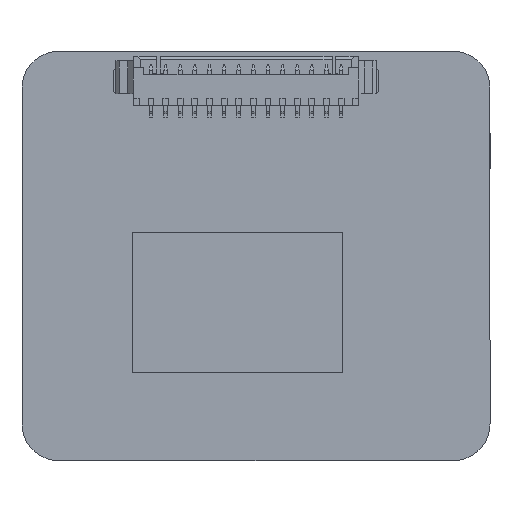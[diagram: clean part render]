
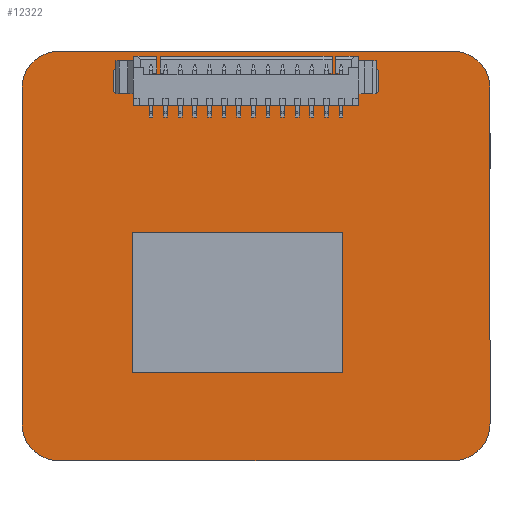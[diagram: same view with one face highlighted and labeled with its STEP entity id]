
A CAD part, top view. The second image highlights one B-rep face of the part: STEP entity #12322.
In plain terms, the highlighted planar face has unit normal (0, 0, 1).
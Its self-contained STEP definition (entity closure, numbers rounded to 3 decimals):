
#149 = CARTESIAN_POINT ( 'NONE',  ( 3.148, 31.852, 6. ) ) ;
#436 = EDGE_CURVE ( 'NONE', #19210, #18039, #2584, .T. ) ;
#484 = CARTESIAN_POINT ( 'NONE',  ( 3.148, 35., 6. ) ) ;
#538 = CARTESIAN_POINT ( 'NONE',  ( 0., 31.852, 6. ) ) ;
#2447 = DIRECTION ( 'NONE',  ( 0., 0., 1. ) ) ;
#2463 = CARTESIAN_POINT ( 'NONE',  ( 40., 31.852, 6. ) ) ;
#2584 = CIRCLE ( 'NONE', #10805, 3.148 ) ;
#3128 = VERTEX_POINT ( 'NONE', #6885 ) ;
#3411 = CIRCLE ( 'NONE', #21292, 3.148 ) ;
#3535 = ORIENTED_EDGE ( 'NONE', *, *, #10531, .T. ) ;
#3554 = CARTESIAN_POINT ( 'NONE',  ( 36.852, 31.852, 6. ) ) ;
#3835 = DIRECTION ( 'NONE',  ( 0., 0., 1. ) ) ;
#4478 = CARTESIAN_POINT ( 'NONE',  ( 3.148, 35., 6. ) ) ;
#4783 = CARTESIAN_POINT ( 'NONE',  ( 3.148, 0., 6. ) ) ;
#4864 = ORIENTED_EDGE ( 'NONE', *, *, #18733, .T. ) ;
#5500 = CARTESIAN_POINT ( 'NONE',  ( 36.852, 3.148, 6. ) ) ;
#5559 = DIRECTION ( 'NONE',  ( -1., 0., 0. ) ) ;
#5674 = DIRECTION ( 'NONE',  ( 1., 0., 0. ) ) ;
#5679 = LINE ( 'NONE', #11115, #15738 ) ;
#5825 = DIRECTION ( 'NONE',  ( 0., 0., -1. ) ) ;
#6122 = DIRECTION ( 'NONE',  ( 0., -1., 0. ) ) ;
#6138 = FACE_OUTER_BOUND ( 'NONE', #15340, .T. ) ;
#6885 = CARTESIAN_POINT ( 'NONE',  ( 0., 31.852, 6. ) ) ;
#6998 = EDGE_CURVE ( 'NONE', #18732, #18105, #3411, .T. ) ;
#9365 = CARTESIAN_POINT ( 'NONE',  ( 36.852, 31.852, 6. ) ) ;
#10531 = EDGE_CURVE ( 'NONE', #18105, #20662, #5679, .T. ) ;
#10805 = AXIS2_PLACEMENT_3D ( 'NONE', #23172, #2447, #19644 ) ;
#11078 = CARTESIAN_POINT ( 'NONE',  ( 36.852, 35., 6. ) ) ;
#11115 = CARTESIAN_POINT ( 'NONE',  ( 40., 31.852, 6. ) ) ;
#11286 = VERTEX_POINT ( 'NONE', #11078 ) ;
#11385 = PLANE ( 'NONE',  #15140 ) ;
#11627 = DIRECTION ( 'NONE',  ( 1., 0., 0. ) ) ;
#11676 = LINE ( 'NONE', #538, #19642 ) ;
#12082 = DIRECTION ( 'NONE',  ( 1., 0., 0. ) ) ;
#12322 = ADVANCED_FACE ( 'NONE', ( #6138 ), #11385, .F. ) ;
#12688 = ORIENTED_EDGE ( 'NONE', *, *, #6998, .T. ) ;
#13103 = AXIS2_PLACEMENT_3D ( 'NONE', #3554, #16700, #5559 ) ;
#13364 = ORIENTED_EDGE ( 'NONE', *, *, #17811, .T. ) ;
#13696 = DIRECTION ( 'NONE',  ( 0., 0., 1. ) ) ;
#14174 = DIRECTION ( 'NONE',  ( -1., 0., 0. ) ) ;
#15140 = AXIS2_PLACEMENT_3D ( 'NONE', #9365, #5825, #20961 ) ;
#15340 = EDGE_LOOP ( 'NONE', ( #18399, #22393, #4864, #22368, #24666, #13364, #12688, #3535 ) ) ;
#15738 = VECTOR ( 'NONE', #22656, 1000. ) ;
#16700 = DIRECTION ( 'NONE',  ( 0., 0., 1. ) ) ;
#17143 = CARTESIAN_POINT ( 'NONE',  ( 36.852, 0., 6. ) ) ;
#17695 = LINE ( 'NONE', #4478, #24313 ) ;
#17811 = EDGE_CURVE ( 'NONE', #18039, #18732, #22843, .T. ) ;
#18039 = VERTEX_POINT ( 'NONE', #18743 ) ;
#18105 = VERTEX_POINT ( 'NONE', #24449 ) ;
#18254 = CIRCLE ( 'NONE', #23987, 3.148 ) ;
#18340 = VECTOR ( 'NONE', #12082, 1000. ) ;
#18399 = ORIENTED_EDGE ( 'NONE', *, *, #23107, .T. ) ;
#18508 = CARTESIAN_POINT ( 'NONE',  ( 0., 3.148, 6. ) ) ;
#18732 = VERTEX_POINT ( 'NONE', #17143 ) ;
#18733 = EDGE_CURVE ( 'NONE', #21731, #3128, #18254, .T. ) ;
#18743 = CARTESIAN_POINT ( 'NONE',  ( 3.148, 0., 6. ) ) ;
#19210 = VERTEX_POINT ( 'NONE', #18508 ) ;
#19642 = VECTOR ( 'NONE', #6122, 1000. ) ;
#19644 = DIRECTION ( 'NONE',  ( 1., 0., 0. ) ) ;
#20106 = EDGE_CURVE ( 'NONE', #11286, #21731, #17695, .T. ) ;
#20563 = CIRCLE ( 'NONE', #13103, 3.148 ) ;
#20662 = VERTEX_POINT ( 'NONE', #2463 ) ;
#20961 = DIRECTION ( 'NONE',  ( -1., 0., 0. ) ) ;
#21292 = AXIS2_PLACEMENT_3D ( 'NONE', #5500, #3835, #5674 ) ;
#21731 = VERTEX_POINT ( 'NONE', #484 ) ;
#22368 = ORIENTED_EDGE ( 'NONE', *, *, #23253, .T. ) ;
#22393 = ORIENTED_EDGE ( 'NONE', *, *, #20106, .T. ) ;
#22656 = DIRECTION ( 'NONE',  ( 0., 1., 0. ) ) ;
#22843 = LINE ( 'NONE', #4783, #18340 ) ;
#23107 = EDGE_CURVE ( 'NONE', #20662, #11286, #20563, .T. ) ;
#23172 = CARTESIAN_POINT ( 'NONE',  ( 3.148, 3.148, 6. ) ) ;
#23253 = EDGE_CURVE ( 'NONE', #3128, #19210, #11676, .T. ) ;
#23987 = AXIS2_PLACEMENT_3D ( 'NONE', #149, #13696, #11627 ) ;
#24313 = VECTOR ( 'NONE', #14174, 1000. ) ;
#24449 = CARTESIAN_POINT ( 'NONE',  ( 40., 3.148, 6. ) ) ;
#24666 = ORIENTED_EDGE ( 'NONE', *, *, #436, .T. ) ;
